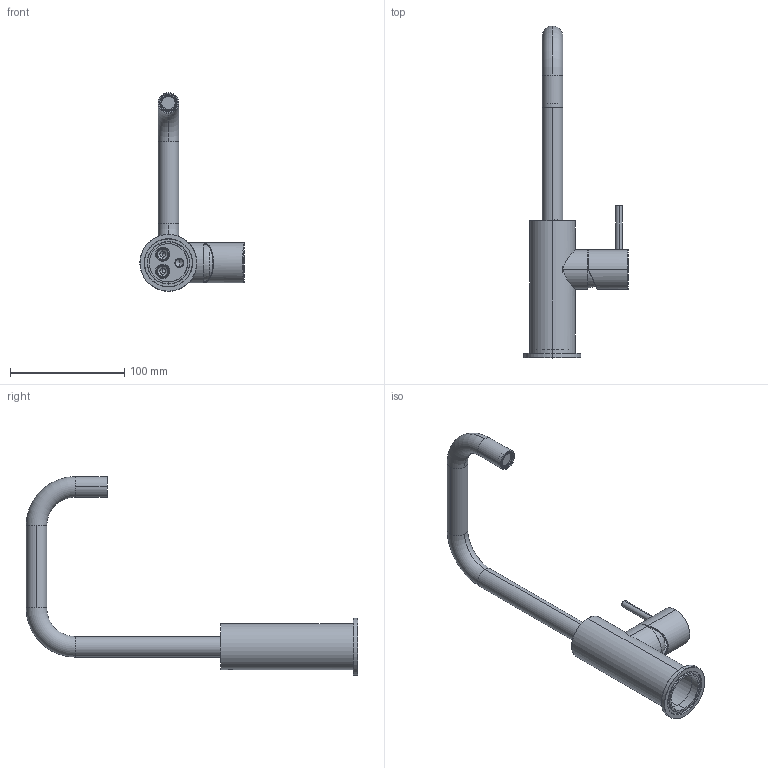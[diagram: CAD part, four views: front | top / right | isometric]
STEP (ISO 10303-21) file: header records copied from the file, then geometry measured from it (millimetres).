
FILE_DESCRIPTION (( 'STEP AP214' ), '1' );
FILE_NAME ('C35.0005.H 3D 1.STEP', '2023-01-18T16:56:46', ( '' ), ( '' ), 'SwSTEP 2.0', 'SolidWorks 2022', '' );
FILE_SCHEMA (( 'AUTOMOTIVE_DESIGN' ));
Length unit declared in the file: millimetre
Products named in the file (10): 3D_Corpo Bica _40.STEP; AEREADOR M16.5x1.STEP; 0001-POMULO _6x40.STEP; 0001-ESPELHO__50x5MM_000000000000.STEP; 0001-MANIPULO__35x35MM_QUADRA_000000000000.STEP; 0001-CASQUILHO__35_000000000000.STEP; C35.0005.H 3D 1; C35.0005.H 3D.STEP; BICA _18 H X165 Y150 - M_DIA.STEP; 0001-EMBELEZADOR_M30x1x8MM_000000000000.STEP
Assembly tree (9 placements, depth 3):
  C35.0005.H 3D 1
    C35.0005.H 3D.STEP
      3D_Corpo Bica _40.STEP
      0001-CASQUILHO__35_000000000000.STEP
      0001-EMBELEZADOR_M30x1x8MM_000000000000.STEP
      0001-POMULO _6x40.STEP
      0001-ESPELHO__50x5MM_000000000000.STEP
      0001-MANIPULO__35x35MM_QUADRA_000000000000.STEP
      AEREADOR M16.5x1.STEP
      BICA _18 H X165 Y150 - M_DIA.STEP
Bounding box: 91.3 x 290.4 x 174 mm (x, y, z)
Volume: 151726.4 mm3; surface area: 83841.2 mm2
Topology: 8 solids, 8 shells, 355 faces, 813 edges, 489 vertices
Faces by surface type: cylinder 131, cone 100, plane 87, torus 28, bspline 5, sphere 4
Entity records: 12293 total; most frequent: CARTESIAN_POINT 3703, DIRECTION 1901, ORIENTED_EDGE 1600, EDGE_CURVE 800, AXIS2_PLACEMENT_3D 789, VERTEX_POINT 489, CIRCLE 426, EDGE_LOOP 401
